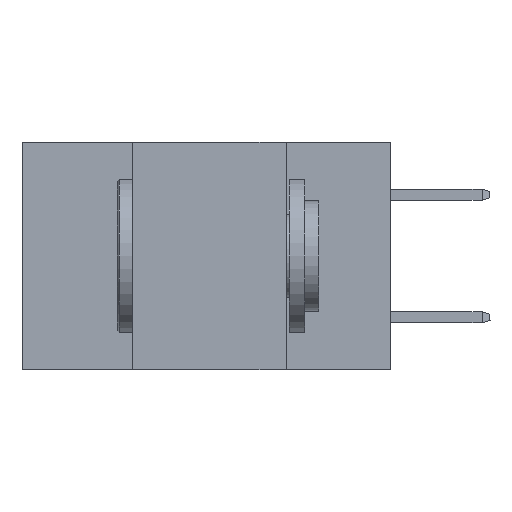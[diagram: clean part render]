
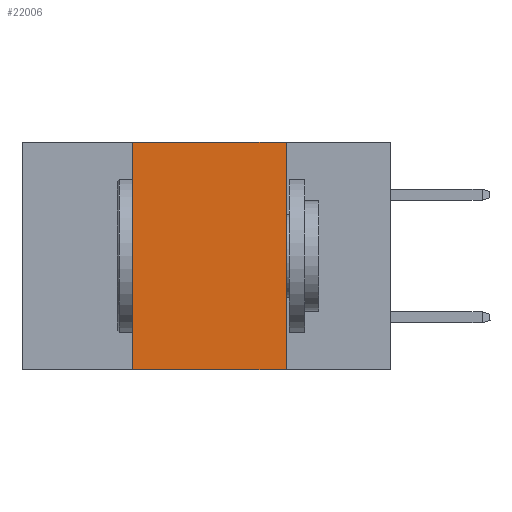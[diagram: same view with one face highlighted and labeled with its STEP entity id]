
A CAD part, left-side view. The second image highlights one B-rep face of the part: STEP entity #22006.
In plain terms, the highlighted planar face has unit normal (-1, 0, 0).
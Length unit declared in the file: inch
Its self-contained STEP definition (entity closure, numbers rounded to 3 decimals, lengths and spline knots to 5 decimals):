
#1 = VECTOR ( 'NONE', #12213, 39.37008 ) ;
#3210 = DIRECTION ( 'NONE',  ( 0., -1., 0. ) ) ;
#3880 = EDGE_LOOP ( 'NONE', ( #6724, #19043, #25063, #26094 ) ) ;
#5260 = LINE ( 'NONE', #12517, #1 ) ;
#5262 = EDGE_CURVE ( 'NONE', #18047, #22441, #14176, .T. ) ;
#5557 = LINE ( 'NONE', #16714, #12519 ) ;
#6724 = ORIENTED_EDGE ( 'NONE', *, *, #16100, .F. ) ;
#7897 = CARTESIAN_POINT ( 'NONE',  ( 0., 0.6, 0. ) ) ;
#8617 = DIRECTION ( 'NONE',  ( 0., -1., 0. ) ) ;
#10043 = VECTOR ( 'NONE', #8617, 39.37008 ) ;
#12213 = DIRECTION ( 'NONE',  ( 0., 0., -1. ) ) ;
#12384 = PLANE ( 'NONE',  #18166 ) ;
#12517 = CARTESIAN_POINT ( 'NONE',  ( 0., 0.17, 0. ) ) ;
#12519 = VECTOR ( 'NONE', #3210, 39.37008 ) ;
#13147 = CARTESIAN_POINT ( 'NONE',  ( 0., 0.42, -0.37 ) ) ;
#14176 = LINE ( 'NONE', #25356, #27696 ) ;
#14383 = DIRECTION ( 'NONE',  ( 0., 0., 1. ) ) ;
#15167 = EDGE_CURVE ( 'NONE', #18047, #15681, #26374, .T. ) ;
#15681 = VERTEX_POINT ( 'NONE', #19253 ) ;
#15991 = CARTESIAN_POINT ( 'NONE',  ( 0., 0.42, 0. ) ) ;
#16100 = EDGE_CURVE ( 'NONE', #24050, #15681, #5260, .T. ) ;
#16714 = CARTESIAN_POINT ( 'NONE',  ( 0., 0.6, 0. ) ) ;
#18047 = VERTEX_POINT ( 'NONE', #13147 ) ;
#18166 = AXIS2_PLACEMENT_3D ( 'NONE', #7897, #23651, #23741 ) ;
#19043 = ORIENTED_EDGE ( 'NONE', *, *, #24545, .F. ) ;
#19253 = CARTESIAN_POINT ( 'NONE',  ( 0., 0.17, -0.37 ) ) ;
#21950 = CARTESIAN_POINT ( 'NONE',  ( 0., 0.6, -0.37 ) ) ;
#22006 = ADVANCED_FACE ( 'NONE', ( #23933 ), #12384, .F. ) ;
#22441 = VERTEX_POINT ( 'NONE', #15991 ) ;
#22748 = CARTESIAN_POINT ( 'NONE',  ( 0., 0.17, 0. ) ) ;
#23651 = DIRECTION ( 'NONE',  ( 1., 0., 0. ) ) ;
#23741 = DIRECTION ( 'NONE',  ( 0., 0., -1. ) ) ;
#23933 = FACE_OUTER_BOUND ( 'NONE', #3880, .T. ) ;
#24050 = VERTEX_POINT ( 'NONE', #22748 ) ;
#24545 = EDGE_CURVE ( 'NONE', #22441, #24050, #5557, .T. ) ;
#25063 = ORIENTED_EDGE ( 'NONE', *, *, #5262, .F. ) ;
#25356 = CARTESIAN_POINT ( 'NONE',  ( 0., 0.42, 0. ) ) ;
#26094 = ORIENTED_EDGE ( 'NONE', *, *, #15167, .T. ) ;
#26374 = LINE ( 'NONE', #21950, #10043 ) ;
#27696 = VECTOR ( 'NONE', #14383, 39.37008 ) ;
